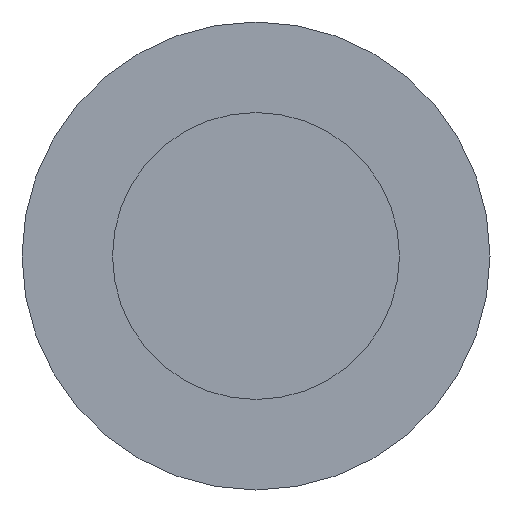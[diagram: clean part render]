
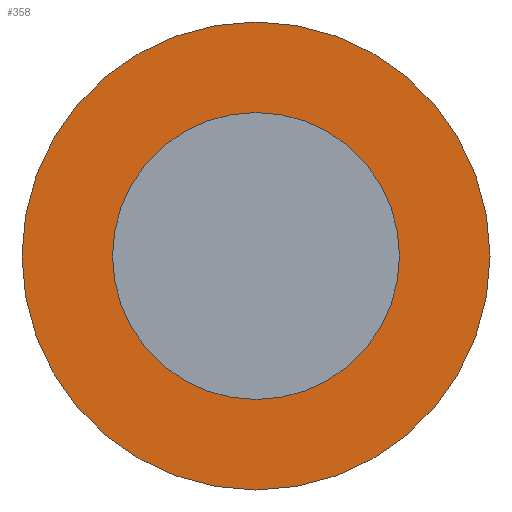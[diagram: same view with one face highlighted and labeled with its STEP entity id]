
A CAD part, front view. The second image highlights one B-rep face of the part: STEP entity #358.
In plain terms, the highlighted planar face has unit normal (0, -1, 0).
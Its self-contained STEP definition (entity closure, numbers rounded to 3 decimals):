
#1 = PLANE ( 'NONE',  #125 ) ;
#4 = CARTESIAN_POINT ( 'NONE',  ( 0., 0., 0. ) ) ;
#28 = DIRECTION ( 'NONE',  ( 1., 0., 0. ) ) ;
#44 = EDGE_CURVE ( 'NONE', #253, #216, #79, .T. ) ;
#57 = DIRECTION ( 'NONE',  ( 1., 0., 0. ) ) ;
#58 = EDGE_LOOP ( 'NONE', ( #120, #85 ) ) ;
#68 = DIRECTION ( 'NONE',  ( 0., -1., 0. ) ) ;
#73 = EDGE_CURVE ( 'NONE', #75, #245, #150, .T. ) ;
#75 = VERTEX_POINT ( 'NONE', #294 ) ;
#79 = CIRCLE ( 'NONE', #382, 2.3 ) ;
#85 = ORIENTED_EDGE ( 'NONE', *, *, #73, .T. ) ;
#89 = CIRCLE ( 'NONE', #406, 3.75 ) ;
#91 = FACE_BOUND ( 'NONE', #320, .T. ) ;
#120 = ORIENTED_EDGE ( 'NONE', *, *, #287, .T. ) ;
#122 = DIRECTION ( 'NONE',  ( 0., -1., 0. ) ) ;
#125 = AXIS2_PLACEMENT_3D ( 'NONE', #250, #356, #57 ) ;
#134 = DIRECTION ( 'NONE',  ( 1., 0., 0. ) ) ;
#137 = CARTESIAN_POINT ( 'NONE',  ( 0., 0., 0. ) ) ;
#140 = CARTESIAN_POINT ( 'NONE',  ( 0., 0., 0. ) ) ;
#150 = CIRCLE ( 'NONE', #203, 3.75 ) ;
#152 = FACE_OUTER_BOUND ( 'NONE', #58, .T. ) ;
#166 = DIRECTION ( 'NONE',  ( 1., 0., 0. ) ) ;
#194 = EDGE_CURVE ( 'NONE', #216, #253, #332, .T. ) ;
#203 = AXIS2_PLACEMENT_3D ( 'NONE', #4, #68, #134 ) ;
#216 = VERTEX_POINT ( 'NONE', #365 ) ;
#236 = DIRECTION ( 'NONE',  ( 0., -1., 0. ) ) ;
#238 = DIRECTION ( 'NONE',  ( 1., 0., 0. ) ) ;
#245 = VERTEX_POINT ( 'NONE', #260 ) ;
#250 = CARTESIAN_POINT ( 'NONE',  ( 3.75, 0., 0. ) ) ;
#253 = VERTEX_POINT ( 'NONE', #349 ) ;
#260 = CARTESIAN_POINT ( 'NONE',  ( 3.75, 0., 0. ) ) ;
#287 = EDGE_CURVE ( 'NONE', #245, #75, #89, .T. ) ;
#294 = CARTESIAN_POINT ( 'NONE',  ( -3.75, 0., 0. ) ) ;
#305 = ORIENTED_EDGE ( 'NONE', *, *, #44, .F. ) ;
#320 = EDGE_LOOP ( 'NONE', ( #305, #431 ) ) ;
#332 = CIRCLE ( 'NONE', #345, 2.3 ) ;
#345 = AXIS2_PLACEMENT_3D ( 'NONE', #140, #407, #238 ) ;
#349 = CARTESIAN_POINT ( 'NONE',  ( 2.3, 0., 0. ) ) ;
#356 = DIRECTION ( 'NONE',  ( 0., -1., 0. ) ) ;
#358 = ADVANCED_FACE ( 'NONE', ( #152, #91 ), #1, .T. ) ;
#365 = CARTESIAN_POINT ( 'NONE',  ( -2.3, 0., 0. ) ) ;
#382 = AXIS2_PLACEMENT_3D ( 'NONE', #137, #236, #166 ) ;
#386 = CARTESIAN_POINT ( 'NONE',  ( 0., 0., 0. ) ) ;
#406 = AXIS2_PLACEMENT_3D ( 'NONE', #386, #122, #28 ) ;
#407 = DIRECTION ( 'NONE',  ( 0., -1., 0. ) ) ;
#431 = ORIENTED_EDGE ( 'NONE', *, *, #194, .F. ) ;
